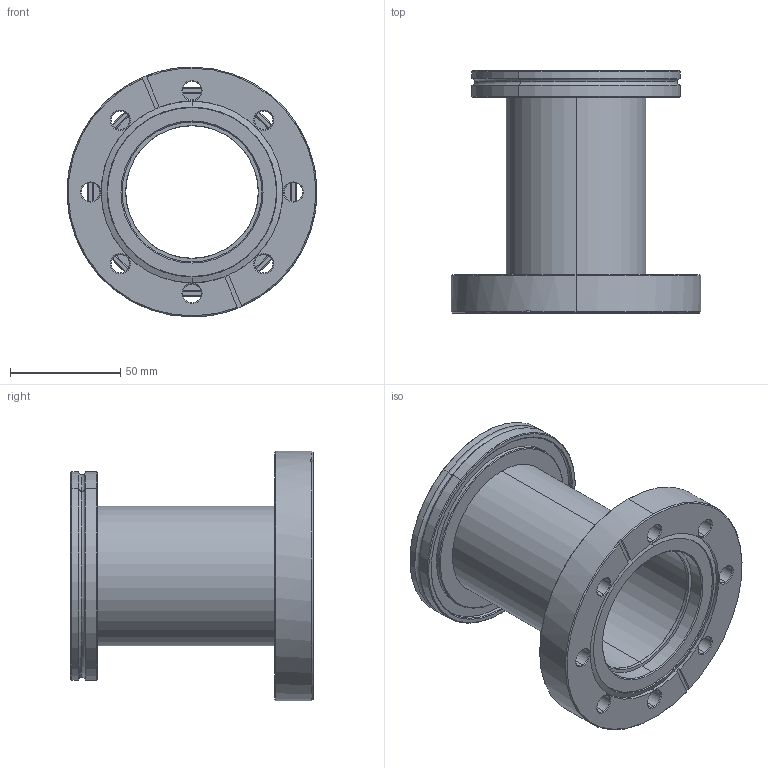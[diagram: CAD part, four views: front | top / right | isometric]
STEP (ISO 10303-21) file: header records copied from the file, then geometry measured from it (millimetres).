
FILE_DESCRIPTION (( 'STEP AP214' ), '1' );
FILE_NAME ('Hositrad_CFA63-ISO63.STEP', '2016-05-25T14:59:44', ( '' ), ( '' ), 'SwSTEP 2.0', 'SolidWorks 2016', '' );
FILE_SCHEMA (( 'AUTOMOTIVE_DESIGN' ));
Length unit declared in the file: millimetre
Products named in the file (4): ISO-K-Weld-All_ISO63-64; Tube 63.5-All_Tube63.5 L94; NW63CF-weld_Tube63.5; Hositrad_CFA63-ISO63
Assembly tree (3 placements, depth 2):
  Hositrad_CFA63-ISO63
    NW63CF-weld_Tube63.5
    Tube 63.5-All_Tube63.5 L94
    ISO-K-Weld-All_ISO63-64
Bounding box: 113.5 x 110 x 113.5 mm (x, y, z)
Volume: 182156.5 mm3; surface area: 79922.2 mm2
Topology: 3 solids, 3 shells, 123 faces, 274 edges, 163 vertices
Faces by surface type: cone 55, cylinder 44, plane 20, torus 4
Entity records: 3615 total; most frequent: DIRECTION 685, CARTESIAN_POINT 578, ORIENTED_EDGE 548, AXIS2_PLACEMENT_3D 286, EDGE_CURVE 274, VERTEX_POINT 163, CIRCLE 157, EDGE_LOOP 151
